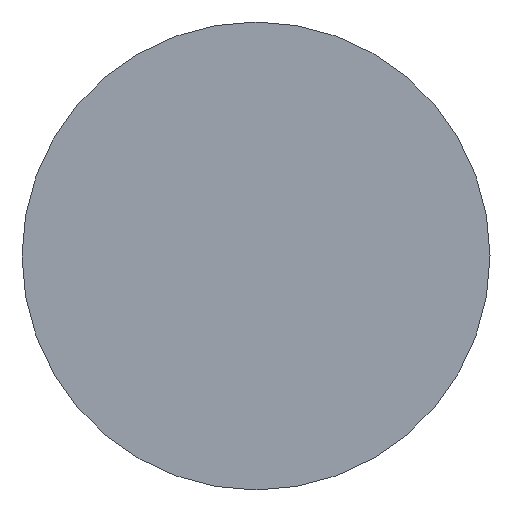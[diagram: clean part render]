
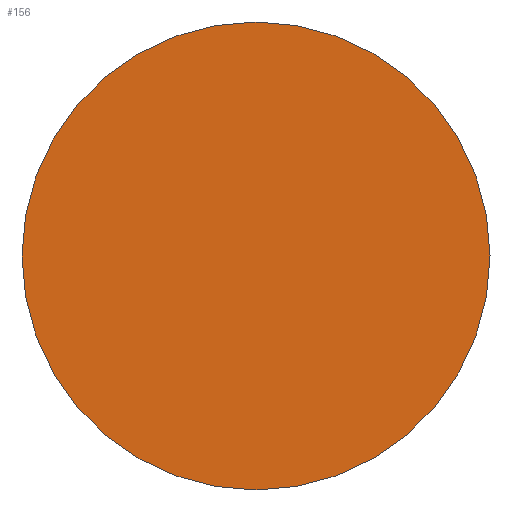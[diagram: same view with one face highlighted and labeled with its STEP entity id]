
A CAD part, front view. The second image highlights one B-rep face of the part: STEP entity #156.
In plain terms, the highlighted planar face has unit normal (0, -1, 0).
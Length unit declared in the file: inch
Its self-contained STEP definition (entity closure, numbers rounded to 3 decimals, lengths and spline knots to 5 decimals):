
#10 = DIRECTION ( 'NONE',  ( 0., -1., 0. ) ) ;
#17 = AXIS2_PLACEMENT_3D ( 'NONE', #253, #10, #107 ) ;
#24 = EDGE_LOOP ( 'NONE', ( #172, #240 ) ) ;
#25 = CARTESIAN_POINT ( 'NONE',  ( 0., 0., 0. ) ) ;
#44 = CARTESIAN_POINT ( 'NONE',  ( 0., 0., -0.125 ) ) ;
#60 = DIRECTION ( 'NONE',  ( 0., -1., 0. ) ) ;
#61 = CIRCLE ( 'NONE', #17, 0.125 ) ;
#62 = EDGE_CURVE ( 'NONE', #145, #122, #81, .T. ) ;
#73 = AXIS2_PLACEMENT_3D ( 'NONE', #25, #117, #212 ) ;
#81 = CIRCLE ( 'NONE', #124, 0.125 ) ;
#107 = DIRECTION ( 'NONE',  ( 0., 0., -1. ) ) ;
#117 = DIRECTION ( 'NONE',  ( 0., -1., 0. ) ) ;
#122 = VERTEX_POINT ( 'NONE', #44 ) ;
#124 = AXIS2_PLACEMENT_3D ( 'NONE', #137, #60, #278 ) ;
#137 = CARTESIAN_POINT ( 'NONE',  ( 0., 0., 0. ) ) ;
#145 = VERTEX_POINT ( 'NONE', #236 ) ;
#156 = ADVANCED_FACE ( 'NONE', ( #190 ), #303, .T. ) ;
#172 = ORIENTED_EDGE ( 'NONE', *, *, #251, .T. ) ;
#190 = FACE_OUTER_BOUND ( 'NONE', #24, .T. ) ;
#212 = DIRECTION ( 'NONE',  ( 0., 0., -1. ) ) ;
#236 = CARTESIAN_POINT ( 'NONE',  ( 0., 0., 0.125 ) ) ;
#240 = ORIENTED_EDGE ( 'NONE', *, *, #62, .T. ) ;
#251 = EDGE_CURVE ( 'NONE', #122, #145, #61, .T. ) ;
#253 = CARTESIAN_POINT ( 'NONE',  ( 0., 0., 0. ) ) ;
#278 = DIRECTION ( 'NONE',  ( 0., 0., -1. ) ) ;
#303 = PLANE ( 'NONE',  #73 ) ;
